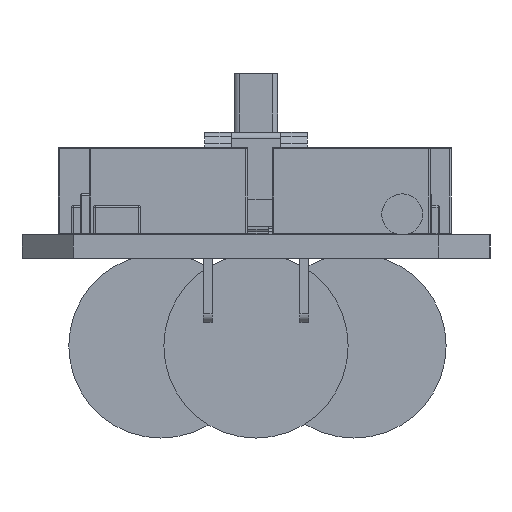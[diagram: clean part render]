
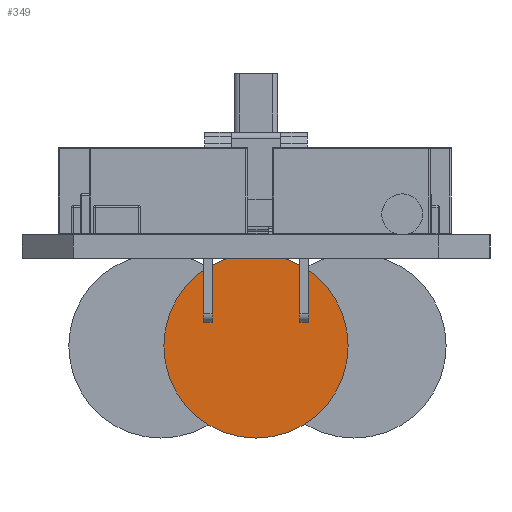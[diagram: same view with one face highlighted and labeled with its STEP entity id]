
A CAD part, left-side view. The second image highlights one B-rep face of the part: STEP entity #349.
In plain terms, the highlighted planar face has unit normal (-1, 0, 0).
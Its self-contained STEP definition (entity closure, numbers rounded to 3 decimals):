
#321 = VERTEX_POINT('',#322);
#322 = CARTESIAN_POINT('',(26.,8.,
    -0.648));
#328 = EDGE_CURVE('',#321,#321,#329,.T.);
#329 = CIRCLE('',#330,3.15);
#330 = AXIS2_PLACEMENT_3D('',#331,#332,#333);
#331 = CARTESIAN_POINT('',(26.,8.,
    -3.798));
#332 = DIRECTION('',(-1.,0.,0.));
#333 = DIRECTION('',(0.,0.,1.));
#349 = ADVANCED_FACE('',(#350),#353,.F.);
#350 = FACE_BOUND('',#351,.T.);
#351 = EDGE_LOOP('',(#352));
#352 = ORIENTED_EDGE('',*,*,#328,.T.);
#353 = PLANE('',#354);
#354 = AXIS2_PLACEMENT_3D('',#355,#356,#357);
#355 = CARTESIAN_POINT('',(26.,8.,
    -0.648));
#356 = DIRECTION('',(1.,0.,0.));
#357 = DIRECTION('',(0.,0.,-1.));
